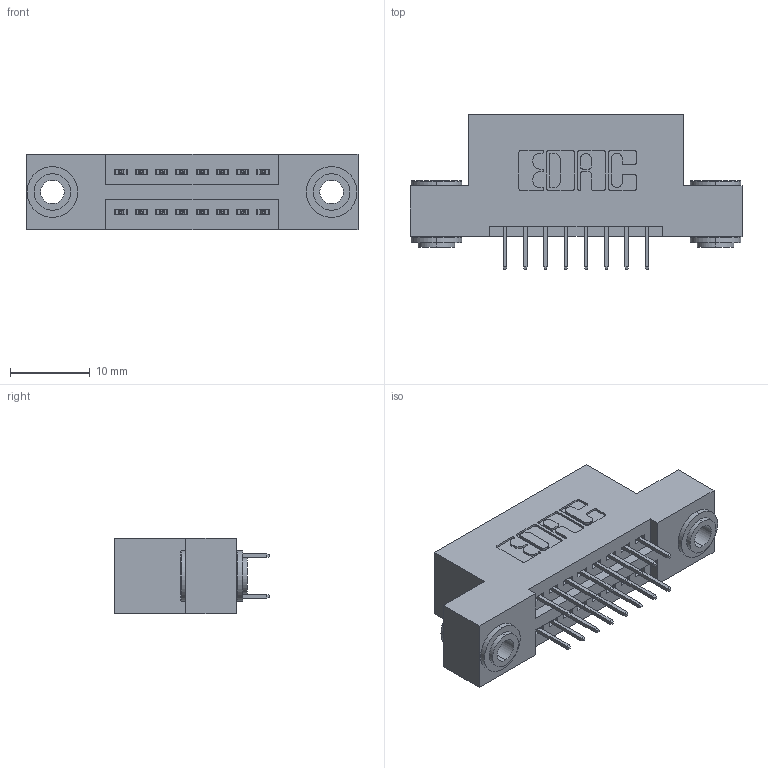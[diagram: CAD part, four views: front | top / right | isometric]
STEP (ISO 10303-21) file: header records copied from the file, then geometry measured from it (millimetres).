
FILE_DESCRIPTION (( 'STEP AP203' ), '1' );
FILE_NAME ('345-016-524-203.STEP', '2019-10-27T03:58:26', ( '' ), ( '' ), 'SwSTEP 2.0', 'SolidWorks 2016', '' );
FILE_SCHEMA (( 'CONFIG_CONTROL_DESIGN' ));
Length unit declared in the file: inch
Products named in the file (4): 345-250-002_345-250-002-102; 345 Part_Flush Mounting Lugs - 0.156 Dia-TH; 345-016-524-203; 345-292-001_345-293-124
Assembly tree (19 placements, depth 2):
  345-016-524-203
    345 Part_Flush Mounting Lugs - 0.156 Dia-TH
    345-292-001_345-293-124  x16
    345-250-002_345-250-002-102  x2
Bounding box: 41.53 x 19.35 x 9.4 mm (x, y, z)
Volume: 3713.7 mm3; surface area: 4972 mm2
Topology: 19 solids, 19 shells, 1028 faces, 2865 edges, 1842 vertices
Faces by surface type: plane 714, cylinder 306, cone 8
Entity records: 11578 total; most frequent: CARTESIAN_POINT 1947, ORIENTED_EDGE 1874, DIRECTION 1791, EDGE_CURVE 937, LINE 753, VECTOR 753, VERTEX_POINT 618, AXIS2_PLACEMENT_3D 519
